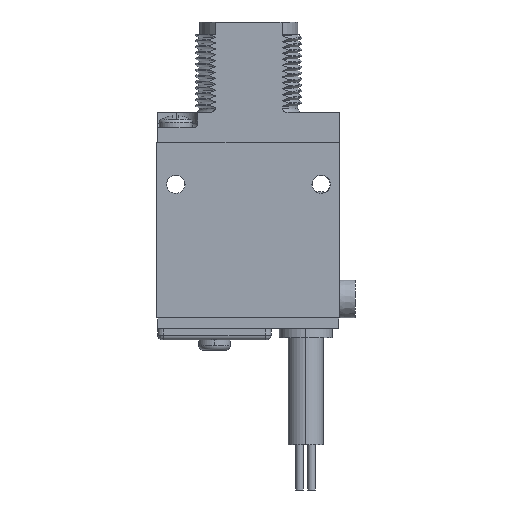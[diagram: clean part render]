
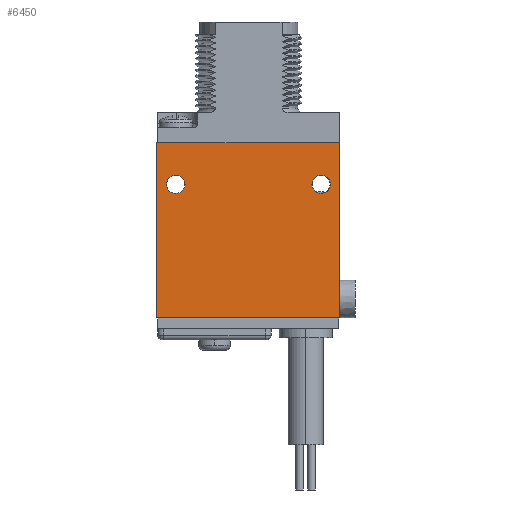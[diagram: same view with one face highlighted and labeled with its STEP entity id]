
A CAD part, left-side view. The second image highlights one B-rep face of the part: STEP entity #6450.
In plain terms, the highlighted planar face has unit normal (-1, 0, 0).
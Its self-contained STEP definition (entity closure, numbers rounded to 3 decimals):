
#1=DIRECTION('',(0.,-1.,0.));
#2=VECTOR('',#1,0.076);
#3=CARTESIAN_POINT('',(-6.02,0.076,0.));
#4=LINE('',#3,#2);
#5=DIRECTION('',(0.,0.,-1.));
#6=VECTOR('',#5,29.464);
#7=CARTESIAN_POINT('',(-6.02,0.,0.));
#8=LINE('',#7,#6);
#9=DIRECTION('',(0.,1.,0.));
#10=VECTOR('',#9,30.785);
#11=CARTESIAN_POINT('',(-6.02,0.,-29.464));
#12=LINE('',#11,#10);
#13=DIRECTION('',(0.,0.,1.));
#14=VECTOR('',#13,29.464);
#15=CARTESIAN_POINT('',(-6.02,30.785,-29.464));
#16=LINE('',#15,#14);
#17=DIRECTION('',(0.,-1.,0.));
#18=VECTOR('',#17,0.127);
#19=CARTESIAN_POINT('',(-6.02,30.785,0.));
#20=LINE('',#19,#18);
#21=DIRECTION('',(0.,1.,0.));
#22=VECTOR('',#21,30.582);
#23=CARTESIAN_POINT('',(-6.02,0.076,0.));
#24=LINE('',#23,#22);
#25=CARTESIAN_POINT('',(-6.02,27.61,-6.985));
#26=DIRECTION('',(1.,0.,0.));
#27=DIRECTION('',(0.,0.,-1.));
#28=AXIS2_PLACEMENT_3D('',#25,#26,#27);
#30=CARTESIAN_POINT('',(-6.02,27.61,-6.985));
#31=DIRECTION('',(1.,0.,0.));
#32=DIRECTION('',(0.,0.,1.));
#33=AXIS2_PLACEMENT_3D('',#30,#31,#32);
#35=CARTESIAN_POINT('',(-6.02,3.175,-6.985));
#36=DIRECTION('',(1.,0.,0.));
#37=DIRECTION('',(0.,0.,-1.));
#38=AXIS2_PLACEMENT_3D('',#35,#36,#37);
#40=CARTESIAN_POINT('',(-6.02,3.175,-6.985));
#41=DIRECTION('',(1.,0.,0.));
#42=DIRECTION('',(0.,0.,1.));
#43=AXIS2_PLACEMENT_3D('',#40,#41,#42);
#5679=CARTESIAN_POINT('',(-6.02,0.,0.));
#5680=CARTESIAN_POINT('',(-6.02,0.,-29.464));
#5681=VERTEX_POINT('',#5679);
#5682=VERTEX_POINT('',#5680);
#5683=CARTESIAN_POINT('',(-6.02,30.785,-29.464));
#5684=VERTEX_POINT('',#5683);
#5685=CARTESIAN_POINT('',(-6.02,30.785,0.));
#5686=VERTEX_POINT('',#5685);
#5695=CARTESIAN_POINT('',(-6.02,27.61,-8.535));
#5696=CARTESIAN_POINT('',(-6.02,27.61,-5.435));
#5697=VERTEX_POINT('',#5695);
#5698=VERTEX_POINT('',#5696);
#5699=CARTESIAN_POINT('',(-6.02,3.175,-8.535));
#5700=CARTESIAN_POINT('',(-6.02,3.175,-5.435));
#5701=VERTEX_POINT('',#5699);
#5702=VERTEX_POINT('',#5700);
#6107=CARTESIAN_POINT('',(-6.02,0.076,0.));
#6108=CARTESIAN_POINT('',(-6.02,30.658,0.));
#6109=VERTEX_POINT('',#6107);
#6110=VERTEX_POINT('',#6108);
#6419=CARTESIAN_POINT('',(-6.02,0.,0.));
#6420=DIRECTION('',(1.,0.,0.));
#6421=DIRECTION('',(0.,0.,-1.));
#6422=AXIS2_PLACEMENT_3D('',#6419,#6420,#6421);
#6423=PLANE('',#6422);
#6425=ORIENTED_EDGE('',*,*,#6424,.T.);
#6427=ORIENTED_EDGE('',*,*,#6426,.T.);
#6429=ORIENTED_EDGE('',*,*,#6428,.T.);
#6431=ORIENTED_EDGE('',*,*,#6430,.T.);
#6433=ORIENTED_EDGE('',*,*,#6432,.T.);
#6435=ORIENTED_EDGE('',*,*,#6434,.F.);
#6436=EDGE_LOOP('',(#6425,#6427,#6429,#6431,#6433,#6435));
#6437=FACE_OUTER_BOUND('',#6436,.F.);
#6439=ORIENTED_EDGE('',*,*,#6438,.F.);
#6441=ORIENTED_EDGE('',*,*,#6440,.F.);
#6442=EDGE_LOOP('',(#6439,#6441));
#6443=FACE_BOUND('',#6442,.F.);
#6445=ORIENTED_EDGE('',*,*,#6444,.F.);
#6447=ORIENTED_EDGE('',*,*,#6446,.F.);
#6448=EDGE_LOOP('',(#6445,#6447));
#6449=FACE_BOUND('',#6448,.F.);
#6450=ADVANCED_FACE('',(#6437,#6443,#6449),#6423,.F.);
#29=CIRCLE('',#28,1.55);
#34=CIRCLE('',#33,1.55);
#39=CIRCLE('',#38,1.55);
#44=CIRCLE('',#43,1.55);
#6424=EDGE_CURVE('',#6109,#5681,#4,.T.);
#6426=EDGE_CURVE('',#5681,#5682,#8,.T.);
#6428=EDGE_CURVE('',#5682,#5684,#12,.T.);
#6430=EDGE_CURVE('',#5684,#5686,#16,.T.);
#6432=EDGE_CURVE('',#5686,#6110,#20,.T.);
#6434=EDGE_CURVE('',#6109,#6110,#24,.T.);
#6438=EDGE_CURVE('',#5697,#5698,#29,.T.);
#6440=EDGE_CURVE('',#5698,#5697,#34,.T.);
#6444=EDGE_CURVE('',#5701,#5702,#39,.T.);
#6446=EDGE_CURVE('',#5702,#5701,#44,.T.);
